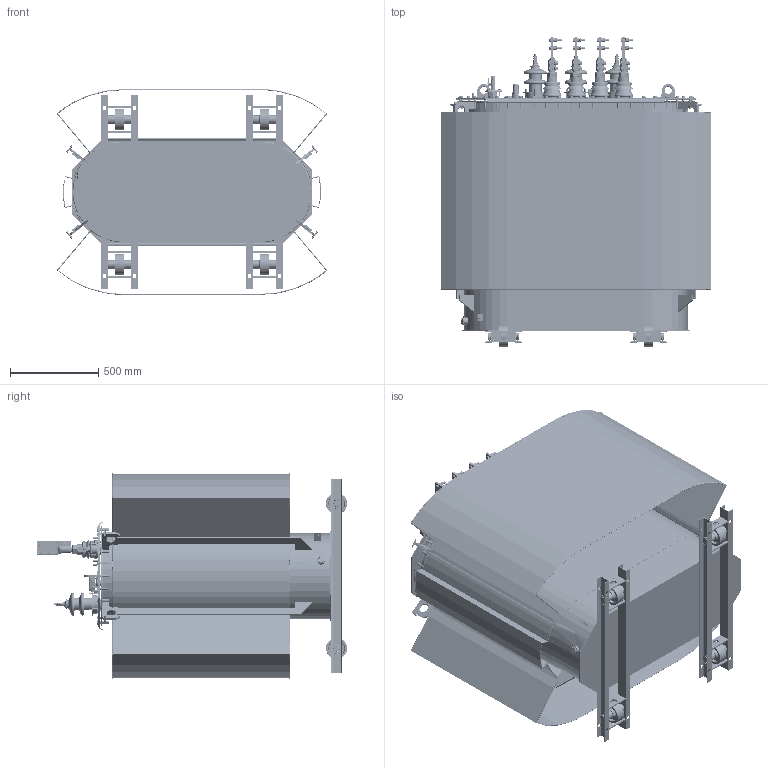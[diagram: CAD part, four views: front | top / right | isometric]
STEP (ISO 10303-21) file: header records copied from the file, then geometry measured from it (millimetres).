
FILE_DESCRIPTION(/* description */ (''),/* implementation_level */ '2;1');
FILE_NAME(/* name */ '!!!ВИЕЛ.672333.015_СБ Трансформатор ТМГ21_2_Shrinkwrap_1.stp',/* time_stamp */ '2016-07-27T13:00:09+03:00',/* author */ ('54405'),/* organization */ (''),/* preprocessor_version */ 'ST-DEVELOPER v15.2',/* originating_system */ 'Autodesk Inventor 2014',/* authorisation */ '');
FILE_SCHEMA (('AUTOMOTIVE_DESIGN { 1 0 10303 214 3 1 1 }'));
Products named in the file (1): !!!ВИЕЛ.672333.015_СБ \X2\042204400430
 ТМГ21_2_
Shrinkwrap_1
Bounding box: 1533.3 x 1756.98 x 1164.65 mm (x, y, z)
Volume: 35491072.7 mm3; surface area: 20884824.3 mm2
Topology: 34 solids, 66 shells, 5801 faces, 14048 edges, 9023 vertices
Faces by surface type: plane 3108, cylinder 1268, bspline 671, cone 442, torus 265, sphere 47
Full cylindrical faces by diameter (mm): 1.6 x3, 3.1 x4, 3.2 x1, 3.96 x1, 4 x5, 4.134 x1, 4.5 x3, 4.95 x1, 5 x1, 5.3 x1, 5.5 x2, 6 x25, 6.2 x5, 6.5 x1, 7.1 x2, 7.5 x1, 7.92 x3, 8 x7, 8.4 x6, 8.746 x15, 9 x8, 10 x20, 10.8 x3, 11 x1, 11.88 x116, 12 x100, 12.5 x3, 13 x115, 14 x2, 14.2 x1
Entity records: 196687 total; most frequent: CARTESIAN_POINT 68325, ORIENTED_EDGE 24914, DIRECTION 22803, EDGE_CURVE 12462, VERTEX_POINT 8753, AXIS2_PLACEMENT_3D 8420, EDGE_LOOP 8186, LINE 5963
